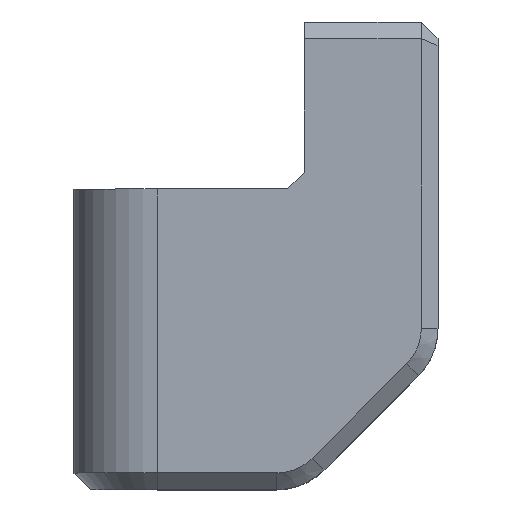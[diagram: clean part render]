
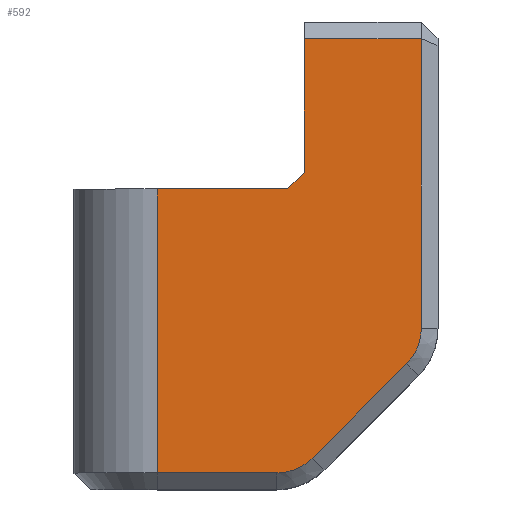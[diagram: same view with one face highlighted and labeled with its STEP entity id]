
A CAD part, top view. The second image highlights one B-rep face of the part: STEP entity #592.
In plain terms, the highlighted planar face has unit normal (0, 0, 1).
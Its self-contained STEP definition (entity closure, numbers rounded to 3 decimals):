
#40=CIRCLE('',#648,1.5);
#42=CIRCLE('',#652,1.5);
#63=FACE_OUTER_BOUND('',#99,.T.);
#99=EDGE_LOOP('',(#464,#465,#466,#467,#468,#469,#470,#471,#472,#473));
#124=LINE('',#869,#191);
#148=LINE('',#935,#215);
#153=LINE('',#948,#220);
#155=LINE('',#957,#222);
#163=LINE('',#972,#230);
#164=LINE('',#974,#231);
#165=LINE('',#975,#232);
#166=LINE('',#976,#233);
#191=VECTOR('',#693,10.);
#215=VECTOR('',#755,10.);
#220=VECTOR('',#768,10.);
#222=VECTOR('',#778,10.);
#230=VECTOR('',#792,10.);
#231=VECTOR('',#793,10.);
#232=VECTOR('',#794,10.);
#233=VECTOR('',#795,10.);
#259=VERTEX_POINT('',#866);
#260=VERTEX_POINT('',#868);
#281=VERTEX_POINT('',#928);
#283=VERTEX_POINT('',#933);
#285=VERTEX_POINT('',#940);
#287=VERTEX_POINT('',#946);
#289=VERTEX_POINT('',#952);
#290=VERTEX_POINT('',#956);
#294=VERTEX_POINT('',#971);
#295=VERTEX_POINT('',#973);
#310=EDGE_CURVE('',#260,#259,#124,.T.);
#343=EDGE_CURVE('',#283,#281,#148,.T.);
#347=EDGE_CURVE('',#285,#283,#40,.T.);
#350=EDGE_CURVE('',#287,#285,#153,.T.);
#353=EDGE_CURVE('',#289,#287,#42,.T.);
#354=EDGE_CURVE('',#290,#289,#155,.T.);
#362=EDGE_CURVE('',#294,#290,#163,.T.);
#363=EDGE_CURVE('',#294,#295,#164,.T.);
#364=EDGE_CURVE('',#295,#260,#165,.T.);
#365=EDGE_CURVE('',#281,#259,#166,.T.);
#464=ORIENTED_EDGE('',*,*,#343,.F.);
#465=ORIENTED_EDGE('',*,*,#347,.F.);
#466=ORIENTED_EDGE('',*,*,#350,.F.);
#467=ORIENTED_EDGE('',*,*,#353,.F.);
#468=ORIENTED_EDGE('',*,*,#354,.F.);
#469=ORIENTED_EDGE('',*,*,#362,.F.);
#470=ORIENTED_EDGE('',*,*,#363,.T.);
#471=ORIENTED_EDGE('',*,*,#364,.T.);
#472=ORIENTED_EDGE('',*,*,#310,.T.);
#473=ORIENTED_EDGE('',*,*,#365,.F.);
#562=PLANE('',#656);
#592=ADVANCED_FACE('',(#63),#562,.T.);
#648=AXIS2_PLACEMENT_3D('',#942,#762,#763);
#652=AXIS2_PLACEMENT_3D('',#954,#774,#775);
#656=AXIS2_PLACEMENT_3D('',#970,#790,#791);
#693=DIRECTION('',(-1.,0.,0.));
#755=DIRECTION('',(-1.,0.,0.));
#762=DIRECTION('center_axis',(0.,0.,-1.));
#763=DIRECTION('ref_axis',(0.383,-0.924,0.));
#768=DIRECTION('',(-0.707,-0.707,0.));
#774=DIRECTION('center_axis',(0.,0.,-1.));
#775=DIRECTION('ref_axis',(0.924,-0.383,0.));
#778=DIRECTION('',(0.,-1.,0.));
#790=DIRECTION('center_axis',(0.,0.,1.));
#791=DIRECTION('ref_axis',(-1.,0.,0.));
#792=DIRECTION('',(1.,0.,0.));
#793=DIRECTION('',(0.,-1.,0.));
#794=DIRECTION('',(-0.707,-0.707,0.));
#795=DIRECTION('',(0.,1.,0.));
#866=CARTESIAN_POINT('',(-4.4,5.,7.4));
#868=CARTESIAN_POINT('',(-0.5,5.,7.4));
#869=CARTESIAN_POINT('',(93.05,5.,7.4));
#928=CARTESIAN_POINT('',(-4.4,-3.5,7.4));
#933=CARTESIAN_POINT('',(-0.828,-3.5,7.4));
#935=CARTESIAN_POINT('',(0.6,-3.5,7.4));
#940=CARTESIAN_POINT('',(0.232,-3.061,7.4));
#942=CARTESIAN_POINT('Origin',(-0.828,-2.,7.4));
#946=CARTESIAN_POINT('',(3.061,-0.232,7.4));
#948=CARTESIAN_POINT('',(3.671,0.379,7.4));
#952=CARTESIAN_POINT('',(3.5,0.828,7.4));
#954=CARTESIAN_POINT('Origin',(2.,0.828,7.4));
#956=CARTESIAN_POINT('',(3.5,9.5,7.4));
#957=CARTESIAN_POINT('',(3.5,5.,7.4));
#970=CARTESIAN_POINT('Origin',(3.1,5.,7.4));
#971=CARTESIAN_POINT('',(0.,9.5,7.4));
#972=CARTESIAN_POINT('',(0.6,9.5,7.4));
#973=CARTESIAN_POINT('',(0.,5.5,7.4));
#974=CARTESIAN_POINT('',(0.,5.,7.4));
#975=CARTESIAN_POINT('',(0.525,6.025,7.4));
#976=CARTESIAN_POINT('',(-4.4,5.,7.4));
